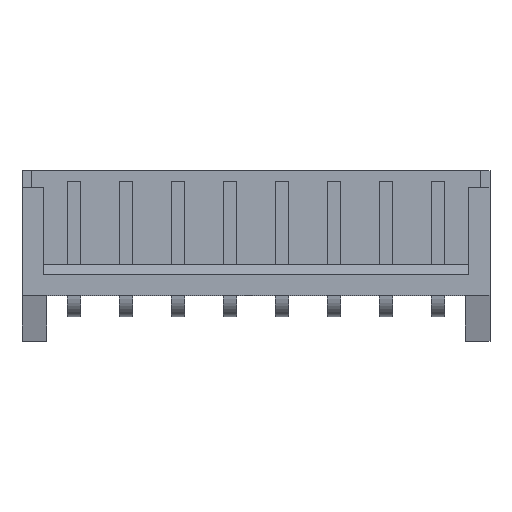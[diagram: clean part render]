
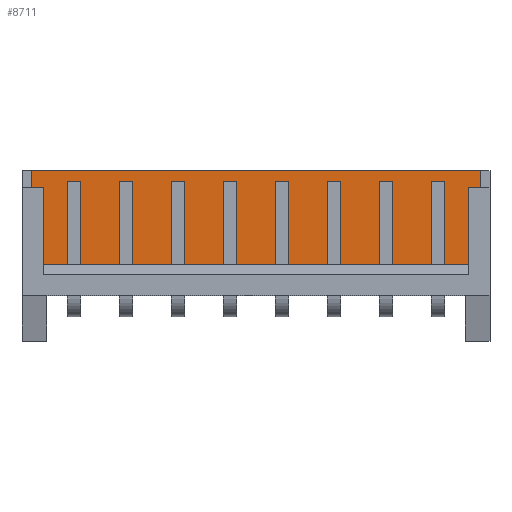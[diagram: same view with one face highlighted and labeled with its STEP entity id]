
A CAD part, top view. The second image highlights one B-rep face of the part: STEP entity #8711.
In plain terms, the highlighted planar face has unit normal (0, 0, 1).
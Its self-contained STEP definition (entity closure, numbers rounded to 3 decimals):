
#2686 = PLANE('',#2687);
#2687 = AXIS2_PLACEMENT_3D('',#2688,#2689,#2690);
#2688 = CARTESIAN_POINT('',(20.,2.2,2.7));
#2689 = DIRECTION('',(0.,-1.,0.));
#2690 = DIRECTION('',(0.,0.,-1.));
#2742 = PLANE('',#2743);
#2743 = AXIS2_PLACEMENT_3D('',#2744,#2745,#2746);
#2744 = CARTESIAN_POINT('',(20.,6.7,0.9));
#2745 = DIRECTION('',(0.,-1.,0.));
#2746 = DIRECTION('',(-1.,0.,0.));
#7423 = VERTEX_POINT('',#7424);
#7424 = CARTESIAN_POINT('',(19.55,2.2,0.9));
#7438 = PLANE('',#7439);
#7439 = AXIS2_PLACEMENT_3D('',#7440,#7441,#7442);
#7440 = CARTESIAN_POINT('',(19.55,6.7,0.9));
#7441 = DIRECTION('',(1.,0.,0.));
#7442 = DIRECTION('',(0.,0.,-1.));
#7450 = EDGE_CURVE('',#7423,#7451,#7453,.T.);
#7451 = VERTEX_POINT('',#7452);
#7452 = CARTESIAN_POINT('',(-2.05,2.2,0.9));
#7453 = SURFACE_CURVE('',#7454,(#7458,#7465),.PCURVE_S1.);
#7454 = LINE('',#7455,#7456);
#7455 = CARTESIAN_POINT('',(20.,2.2,0.9));
#7456 = VECTOR('',#7457,1.);
#7457 = DIRECTION('',(-1.,0.,0.));
#7458 = PCURVE('',#2686,#7459);
#7459 = DEFINITIONAL_REPRESENTATION('',(#7460),#7464);
#7460 = LINE('',#7461,#7462);
#7461 = CARTESIAN_POINT('',(1.8,0.));
#7462 = VECTOR('',#7463,1.);
#7463 = DIRECTION('',(0.,-1.));
#7464 = ( GEOMETRIC_REPRESENTATION_CONTEXT(2) 
PARAMETRIC_REPRESENTATION_CONTEXT() REPRESENTATION_CONTEXT('2D SPACE',''
  ) );
#7465 = PCURVE('',#7466,#7471);
#7466 = PLANE('',#7467);
#7467 = AXIS2_PLACEMENT_3D('',#7468,#7469,#7470);
#7468 = CARTESIAN_POINT('',(20.,6.7,0.9));
#7469 = DIRECTION('',(0.,0.,-1.));
#7470 = DIRECTION('',(-1.,0.,0.));
#7471 = DEFINITIONAL_REPRESENTATION('',(#7472),#7476);
#7472 = LINE('',#7473,#7474);
#7473 = CARTESIAN_POINT('',(0.,-4.5));
#7474 = VECTOR('',#7475,1.);
#7475 = DIRECTION('',(1.,0.));
#7476 = ( GEOMETRIC_REPRESENTATION_CONTEXT(2) 
PARAMETRIC_REPRESENTATION_CONTEXT() REPRESENTATION_CONTEXT('2D SPACE',''
  ) );
#7494 = PLANE('',#7495);
#7495 = AXIS2_PLACEMENT_3D('',#7496,#7497,#7498);
#7496 = CARTESIAN_POINT('',(-2.05,6.7,0.9));
#7497 = DIRECTION('',(-1.,0.,0.));
#7498 = DIRECTION('',(0.,0.,1.));
#7709 = VERTEX_POINT('',#7710);
#7710 = CARTESIAN_POINT('',(-2.05,6.7,0.9));
#7731 = EDGE_CURVE('',#7732,#7709,#7734,.T.);
#7732 = VERTEX_POINT('',#7733);
#7733 = CARTESIAN_POINT('',(19.55,6.7,0.9));
#7734 = SURFACE_CURVE('',#7735,(#7739,#7746),.PCURVE_S1.);
#7735 = LINE('',#7736,#7737);
#7736 = CARTESIAN_POINT('',(20.,6.7,0.9));
#7737 = VECTOR('',#7738,1.);
#7738 = DIRECTION('',(-1.,0.,0.));
#7739 = PCURVE('',#2742,#7740);
#7740 = DEFINITIONAL_REPRESENTATION('',(#7741),#7745);
#7741 = LINE('',#7742,#7743);
#7742 = CARTESIAN_POINT('',(0.,0.));
#7743 = VECTOR('',#7744,1.);
#7744 = DIRECTION('',(1.,0.));
#7745 = ( GEOMETRIC_REPRESENTATION_CONTEXT(2) 
PARAMETRIC_REPRESENTATION_CONTEXT() REPRESENTATION_CONTEXT('2D SPACE',''
  ) );
#7746 = PCURVE('',#7466,#7747);
#7747 = DEFINITIONAL_REPRESENTATION('',(#7748),#7752);
#7748 = LINE('',#7749,#7750);
#7749 = CARTESIAN_POINT('',(0.,0.));
#7750 = VECTOR('',#7751,1.);
#7751 = DIRECTION('',(1.,0.));
#7752 = ( GEOMETRIC_REPRESENTATION_CONTEXT(2) 
PARAMETRIC_REPRESENTATION_CONTEXT() REPRESENTATION_CONTEXT('2D SPACE',''
  ) );
#8711 = ADVANCED_FACE('',(#8712),#7466,.F.);
#8712 = FACE_BOUND('',#8713,.T.);
#8713 = EDGE_LOOP('',(#8714,#8735,#8736,#8757));
#8714 = ORIENTED_EDGE('',*,*,#8715,.T.);
#8715 = EDGE_CURVE('',#7709,#7451,#8716,.T.);
#8716 = SURFACE_CURVE('',#8717,(#8721,#8728),.PCURVE_S1.);
#8717 = LINE('',#8718,#8719);
#8718 = CARTESIAN_POINT('',(-2.05,6.7,0.9));
#8719 = VECTOR('',#8720,1.);
#8720 = DIRECTION('',(0.,-1.,0.));
#8721 = PCURVE('',#7466,#8722);
#8722 = DEFINITIONAL_REPRESENTATION('',(#8723),#8727);
#8723 = LINE('',#8724,#8725);
#8724 = CARTESIAN_POINT('',(22.05,0.));
#8725 = VECTOR('',#8726,1.);
#8726 = DIRECTION('',(0.,-1.));
#8727 = ( GEOMETRIC_REPRESENTATION_CONTEXT(2) 
PARAMETRIC_REPRESENTATION_CONTEXT() REPRESENTATION_CONTEXT('2D SPACE',''
  ) );
#8728 = PCURVE('',#7494,#8729);
#8729 = DEFINITIONAL_REPRESENTATION('',(#8730),#8734);
#8730 = LINE('',#8731,#8732);
#8731 = CARTESIAN_POINT('',(0.,0.));
#8732 = VECTOR('',#8733,1.);
#8733 = DIRECTION('',(0.,-1.));
#8734 = ( GEOMETRIC_REPRESENTATION_CONTEXT(2) 
PARAMETRIC_REPRESENTATION_CONTEXT() REPRESENTATION_CONTEXT('2D SPACE',''
  ) );
#8735 = ORIENTED_EDGE('',*,*,#7450,.F.);
#8736 = ORIENTED_EDGE('',*,*,#8737,.F.);
#8737 = EDGE_CURVE('',#7732,#7423,#8738,.T.);
#8738 = SURFACE_CURVE('',#8739,(#8743,#8750),.PCURVE_S1.);
#8739 = LINE('',#8740,#8741);
#8740 = CARTESIAN_POINT('',(19.55,6.7,0.9));
#8741 = VECTOR('',#8742,1.);
#8742 = DIRECTION('',(0.,-1.,0.));
#8743 = PCURVE('',#7466,#8744);
#8744 = DEFINITIONAL_REPRESENTATION('',(#8745),#8749);
#8745 = LINE('',#8746,#8747);
#8746 = CARTESIAN_POINT('',(0.45,0.));
#8747 = VECTOR('',#8748,1.);
#8748 = DIRECTION('',(0.,-1.));
#8749 = ( GEOMETRIC_REPRESENTATION_CONTEXT(2) 
PARAMETRIC_REPRESENTATION_CONTEXT() REPRESENTATION_CONTEXT('2D SPACE',''
  ) );
#8750 = PCURVE('',#7438,#8751);
#8751 = DEFINITIONAL_REPRESENTATION('',(#8752),#8756);
#8752 = LINE('',#8753,#8754);
#8753 = CARTESIAN_POINT('',(0.,0.));
#8754 = VECTOR('',#8755,1.);
#8755 = DIRECTION('',(0.,-1.));
#8756 = ( GEOMETRIC_REPRESENTATION_CONTEXT(2) 
PARAMETRIC_REPRESENTATION_CONTEXT() REPRESENTATION_CONTEXT('2D SPACE',''
  ) );
#8757 = ORIENTED_EDGE('',*,*,#7731,.T.);
